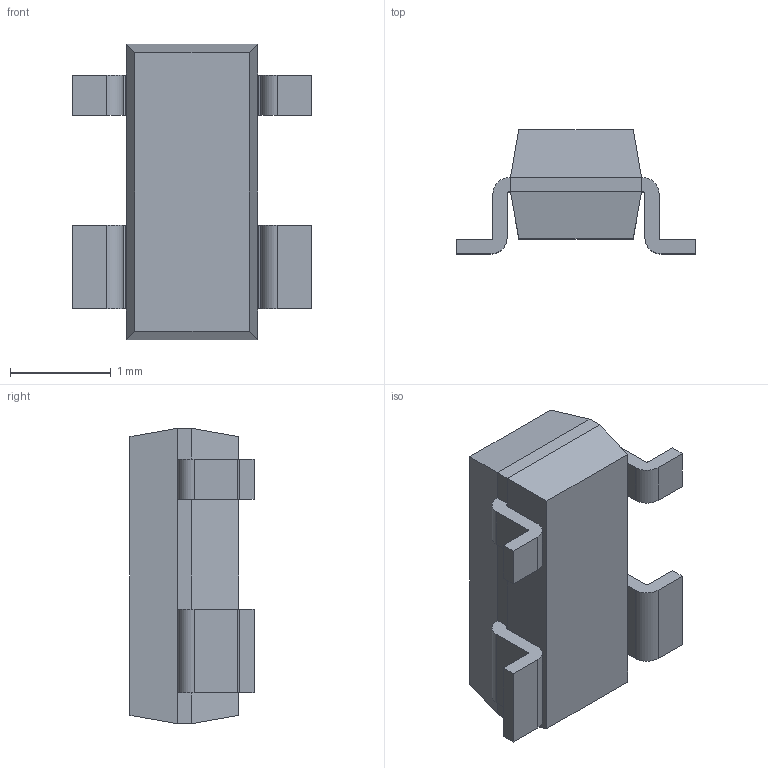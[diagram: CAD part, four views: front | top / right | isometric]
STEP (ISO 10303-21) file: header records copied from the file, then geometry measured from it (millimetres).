
FILE_DESCRIPTION (( 'STEP AP214' ), '1' );
FILE_NAME ('SP0503BAHT.STEP', '2021-07-31T09:45:24', ( '' ), ( '' ), 'SwSTEP 2.0', 'SolidWorks 2018', '' );
FILE_SCHEMA (( 'AUTOMOTIVE_DESIGN' ));
Length unit declared in the file: millimetre
Products named in the file (1): SP0503BAHT
Bounding box: 2.37 x 1.23 x 2.93 mm (x, y, z)
Volume: 4.2 mm3; surface area: 21.7 mm2
Topology: 1 solids, 1 shells, 70 faces, 188 edges, 120 vertices
Faces by surface type: plane 54, cylinder 16
Entity records: 2960 total; most frequent: CARTESIAN_POINT 379, ORIENTED_EDGE 376, DIRECTION 362, EDGE_CURVE 188, LINE 156, VECTOR 156, VERTEX_POINT 120, AXIS2_PLACEMENT_3D 103
